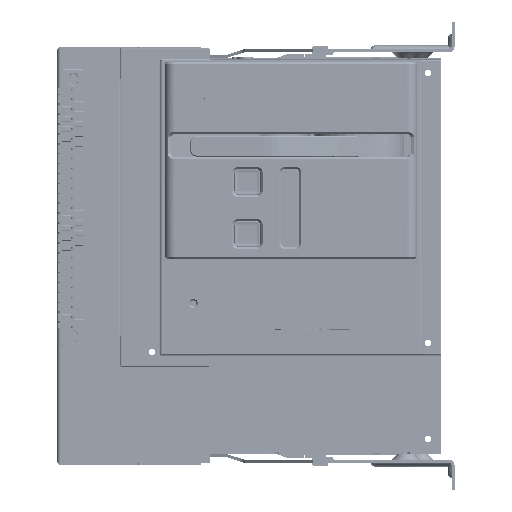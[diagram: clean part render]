
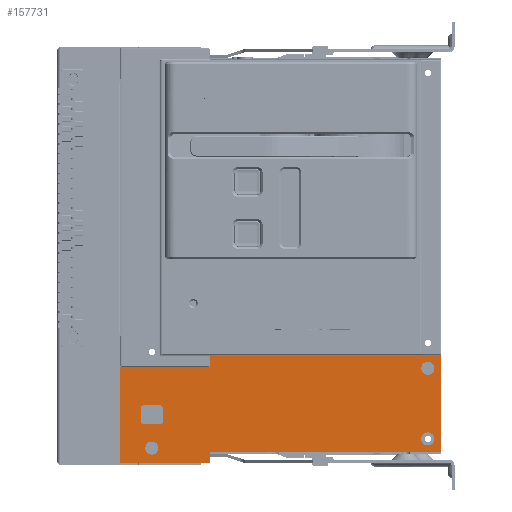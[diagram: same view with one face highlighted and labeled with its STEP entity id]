
A CAD part, left-side view. The second image highlights one B-rep face of the part: STEP entity #157731.
In plain terms, the highlighted planar face has unit normal (-1, 0, 0).
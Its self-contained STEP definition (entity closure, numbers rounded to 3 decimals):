
#19630=DIRECTION('',(0.,-1.,0.));
#19631=VECTOR('',#19630,88.5);
#19632=CARTESIAN_POINT('',(-67.,318.,-204.5));
#19633=LINE('',#19632,#19631);
#19634=DIRECTION('',(0.,0.,-1.));
#19635=VECTOR('',#19634,95.);
#19636=CARTESIAN_POINT('',(-67.,318.,-109.5));
#19637=LINE('',#19636,#19635);
#19642=DIRECTION('',(0.,1.,0.));
#19643=VECTOR('',#19642,89.);
#19644=CARTESIAN_POINT('',(-67.,229.,-109.5));
#19645=LINE('',#19644,#19643);
#19868=DIRECTION('',(0.,1.,0.));
#19869=VECTOR('',#19868,229.);
#19870=CARTESIAN_POINT('',(-67.,0.,-98.5));
#19871=LINE('',#19870,#19869);
#19930=DIRECTION('',(0.,0.,1.));
#19931=VECTOR('',#19930,95.);
#19932=CARTESIAN_POINT('',(-67.,0.,-193.5));
#19933=LINE('',#19932,#19931);
#26054=DIRECTION('',(0.,-1.,0.));
#26055=VECTOR('',#26054,227.);
#26056=CARTESIAN_POINT('',(-67.,227.,-193.5));
#26057=LINE('',#26056,#26055);
#30007=DIRECTION('',(0.,0.,-1.));
#30008=VECTOR('',#30007,11.);
#30009=CARTESIAN_POINT('',(-67.,229.,-98.5));
#30010=LINE('',#30009,#30008);
#30011=CARTESIAN_POINT('',(-67.,229.5,-204.));
#30012=DIRECTION('',(1.,0.,0.));
#30013=DIRECTION('',(0.,-1.,0.));
#30014=AXIS2_PLACEMENT_3D('',#30011,#30012,#30013);
#30016=CARTESIAN_POINT('',(-67.,227.,-195.5));
#30017=DIRECTION('',(-1.,0.,0.));
#30018=DIRECTION('',(0.,0.,1.));
#30019=AXIS2_PLACEMENT_3D('',#30016,#30017,#30018);
#30021=CARTESIAN_POINT('',(-67.,286.5,-190.));
#30022=DIRECTION('',(-1.,0.,0.));
#30023=DIRECTION('',(0.,-1.,0.));
#30024=AXIS2_PLACEMENT_3D('',#30021,#30022,#30023);
#30026=CARTESIAN_POINT('',(-67.,286.5,-190.));
#30027=DIRECTION('',(-1.,0.,0.));
#30028=DIRECTION('',(0.,1.,0.));
#30029=AXIS2_PLACEMENT_3D('',#30026,#30027,#30028);
#30031=CARTESIAN_POINT('',(-67.,13.5,-181.));
#30032=DIRECTION('',(-1.,0.,0.));
#30033=DIRECTION('',(0.,-1.,0.));
#30034=AXIS2_PLACEMENT_3D('',#30031,#30032,#30033);
#30036=CARTESIAN_POINT('',(-67.,13.5,-181.));
#30037=DIRECTION('',(-1.,0.,0.));
#30038=DIRECTION('',(0.,1.,0.));
#30039=AXIS2_PLACEMENT_3D('',#30036,#30037,#30038);
#30041=CARTESIAN_POINT('',(-67.,13.5,-111.));
#30042=DIRECTION('',(-1.,0.,0.));
#30043=DIRECTION('',(0.,-1.,0.));
#30044=AXIS2_PLACEMENT_3D('',#30041,#30042,#30043);
#30046=CARTESIAN_POINT('',(-67.,13.5,-111.));
#30047=DIRECTION('',(-1.,0.,0.));
#30048=DIRECTION('',(0.,1.,0.));
#30049=AXIS2_PLACEMENT_3D('',#30046,#30047,#30048);
#30051=CARTESIAN_POINT('',(-67.,294.1,-163.1));
#30052=DIRECTION('',(-1.,0.,0.));
#30053=DIRECTION('',(0.,1.,0.));
#30054=AXIS2_PLACEMENT_3D('',#30051,#30052,#30053);
#30056=CARTESIAN_POINT('',(-67.,278.9,-163.1));
#30057=DIRECTION('',(-1.,0.,0.));
#30058=DIRECTION('',(0.,0.,-1.));
#30059=AXIS2_PLACEMENT_3D('',#30056,#30057,#30058);
#30061=CARTESIAN_POINT('',(-67.,278.9,-150.9));
#30062=DIRECTION('',(-1.,0.,0.));
#30063=DIRECTION('',(0.,-1.,0.));
#30064=AXIS2_PLACEMENT_3D('',#30061,#30062,#30063);
#30066=CARTESIAN_POINT('',(-67.,294.1,-150.9));
#30067=DIRECTION('',(-1.,0.,0.));
#30068=DIRECTION('',(0.,0.,1.));
#30069=AXIS2_PLACEMENT_3D('',#30066,#30067,#30068);
#30079=DIRECTION('',(0.,0.,1.));
#30080=VECTOR('',#30079,8.5);
#30081=CARTESIAN_POINT('',(-67.,229.,-204.));
#30082=LINE('',#30081,#30080);
#78731=DIRECTION('',(0.,0.,1.));
#78732=VECTOR('',#78731,12.2);
#78733=CARTESIAN_POINT('',(-67.,297.5,-163.1));
#78734=LINE('',#78733,#78732);
#78743=DIRECTION('',(0.,-1.,0.));
#78744=VECTOR('',#78743,15.2);
#78745=CARTESIAN_POINT('',(-67.,294.1,-147.5));
#78746=LINE('',#78745,#78744);
#78755=DIRECTION('',(0.,0.,-1.));
#78756=VECTOR('',#78755,12.2);
#78757=CARTESIAN_POINT('',(-67.,275.5,-150.9));
#78758=LINE('',#78757,#78756);
#78767=DIRECTION('',(0.,1.,0.));
#78768=VECTOR('',#78767,15.2);
#78769=CARTESIAN_POINT('',(-67.,278.9,-166.5));
#78770=LINE('',#78769,#78768);
#104139=CARTESIAN_POINT('',(-67.,0.,-193.5));
#104140=CARTESIAN_POINT('',(-67.,0.,-98.5));
#104141=VERTEX_POINT('',#104139);
#104142=VERTEX_POINT('',#104140);
#104227=CARTESIAN_POINT('',(-67.,227.,-193.5));
#104229=VERTEX_POINT('',#104227);
#104233=CARTESIAN_POINT('',(-67.,229.,-195.5));
#104234=VERTEX_POINT('',#104233);
#104267=CARTESIAN_POINT('',(-67.,229.5,-204.5));
#104268=VERTEX_POINT('',#104267);
#104269=CARTESIAN_POINT('',(-67.,229.,-204.));
#104270=VERTEX_POINT('',#104269);
#104271=CARTESIAN_POINT('',(-67.,318.,-204.5));
#104272=VERTEX_POINT('',#104271);
#104273=CARTESIAN_POINT('',(-67.,318.,-109.5));
#104274=VERTEX_POINT('',#104273);
#104279=CARTESIAN_POINT('',(-67.,229.,-109.5));
#104280=VERTEX_POINT('',#104279);
#104642=CARTESIAN_POINT('',(-67.,229.,-98.5));
#104643=VERTEX_POINT('',#104642);
#104644=CARTESIAN_POINT('',(-67.,280.,-190.));
#104645=CARTESIAN_POINT('',(-67.,293.,-190.));
#104646=VERTEX_POINT('',#104644);
#104647=VERTEX_POINT('',#104645);
#104648=CARTESIAN_POINT('',(-67.,7.,-181.));
#104649=CARTESIAN_POINT('',(-67.,20.,-181.));
#104650=VERTEX_POINT('',#104648);
#104651=VERTEX_POINT('',#104649);
#104652=CARTESIAN_POINT('',(-67.,7.,-111.));
#104653=CARTESIAN_POINT('',(-67.,20.,-111.));
#104654=VERTEX_POINT('',#104652);
#104655=VERTEX_POINT('',#104653);
#104656=CARTESIAN_POINT('',(-67.,297.5,-163.1));
#104657=CARTESIAN_POINT('',(-67.,294.1,-166.5));
#104658=VERTEX_POINT('',#104656);
#104659=VERTEX_POINT('',#104657);
#104660=CARTESIAN_POINT('',(-67.,278.9,-166.5));
#104661=VERTEX_POINT('',#104660);
#104662=CARTESIAN_POINT('',(-67.,275.5,-163.1));
#104663=VERTEX_POINT('',#104662);
#104664=CARTESIAN_POINT('',(-67.,275.5,-150.9));
#104665=VERTEX_POINT('',#104664);
#104666=CARTESIAN_POINT('',(-67.,278.9,-147.5));
#104667=VERTEX_POINT('',#104666);
#104668=CARTESIAN_POINT('',(-67.,294.1,-147.5));
#104669=VERTEX_POINT('',#104668);
#104670=CARTESIAN_POINT('',(-67.,297.5,-150.9));
#104671=VERTEX_POINT('',#104670);
#157675=CARTESIAN_POINT('',(-67.,208.69,-161.53));
#157676=DIRECTION('',(-1.,0.,0.));
#157677=DIRECTION('',(0.,-1.,0.));
#157678=AXIS2_PLACEMENT_3D('',#157675,#157676,#157677);
#157679=PLANE('',#157678);
#157681=ORIENTED_EDGE('',*,*,#157680,.T.);
#157682=ORIENTED_EDGE('',*,*,#144931,.F.);
#157683=ORIENTED_EDGE('',*,*,#144947,.F.);
#157684=ORIENTED_EDGE('',*,*,#144965,.F.);
#157685=ORIENTED_EDGE('',*,*,#157669,.F.);
#157686=ORIENTED_EDGE('',*,*,#145150,.F.);
#157687=ORIENTED_EDGE('',*,*,#145229,.F.);
#157688=ORIENTED_EDGE('',*,*,#152829,.F.);
#157690=ORIENTED_EDGE('',*,*,#157689,.T.);
#157692=ORIENTED_EDGE('',*,*,#157691,.F.);
#157693=EDGE_LOOP('',(#157681,#157682,#157683,#157684,#157685,#157686,#157687,
#157688,#157690,#157692));
#157694=FACE_OUTER_BOUND('',#157693,.F.);
#157696=ORIENTED_EDGE('',*,*,#157695,.T.);
#157698=ORIENTED_EDGE('',*,*,#157697,.T.);
#157699=EDGE_LOOP('',(#157696,#157698));
#157700=FACE_BOUND('',#157699,.F.);
#157702=ORIENTED_EDGE('',*,*,#157701,.T.);
#157704=ORIENTED_EDGE('',*,*,#157703,.T.);
#157705=EDGE_LOOP('',(#157702,#157704));
#157706=FACE_BOUND('',#157705,.F.);
#157708=ORIENTED_EDGE('',*,*,#157707,.T.);
#157710=ORIENTED_EDGE('',*,*,#157709,.T.);
#157711=EDGE_LOOP('',(#157708,#157710));
#157712=FACE_BOUND('',#157711,.F.);
#157714=ORIENTED_EDGE('',*,*,#157713,.T.);
#157716=ORIENTED_EDGE('',*,*,#157715,.F.);
#157718=ORIENTED_EDGE('',*,*,#157717,.T.);
#157720=ORIENTED_EDGE('',*,*,#157719,.F.);
#157722=ORIENTED_EDGE('',*,*,#157721,.T.);
#157724=ORIENTED_EDGE('',*,*,#157723,.F.);
#157726=ORIENTED_EDGE('',*,*,#157725,.T.);
#157728=ORIENTED_EDGE('',*,*,#157727,.F.);
#157729=EDGE_LOOP('',(#157714,#157716,#157718,#157720,#157722,#157724,#157726,
#157728));
#157730=FACE_BOUND('',#157729,.F.);
#157731=ADVANCED_FACE('',(#157694,#157700,#157706,#157712,#157730),#157679,.T.);
#30015=CIRCLE('',#30014,0.5);
#30020=CIRCLE('',#30019,2.);
#30025=CIRCLE('',#30024,6.5);
#30030=CIRCLE('',#30029,6.5);
#30035=CIRCLE('',#30034,6.5);
#30040=CIRCLE('',#30039,6.5);
#30045=CIRCLE('',#30044,6.5);
#30050=CIRCLE('',#30049,6.5);
#30055=CIRCLE('',#30054,3.4);
#30060=CIRCLE('',#30059,3.4);
#30065=CIRCLE('',#30064,3.4);
#30070=CIRCLE('',#30069,3.4);
#144931=EDGE_CURVE('',#104272,#104268,#19633,.T.);
#144947=EDGE_CURVE('',#104274,#104272,#19637,.T.);
#144965=EDGE_CURVE('',#104280,#104274,#19645,.T.);
#145150=EDGE_CURVE('',#104142,#104643,#19871,.T.);
#145229=EDGE_CURVE('',#104141,#104142,#19933,.T.);
#152829=EDGE_CURVE('',#104229,#104141,#26057,.T.);
#157669=EDGE_CURVE('',#104643,#104280,#30010,.T.);
#157680=EDGE_CURVE('',#104270,#104268,#30015,.T.);
#157689=EDGE_CURVE('',#104229,#104234,#30020,.T.);
#157691=EDGE_CURVE('',#104270,#104234,#30082,.T.);
#157695=EDGE_CURVE('',#104646,#104647,#30025,.T.);
#157697=EDGE_CURVE('',#104647,#104646,#30030,.T.);
#157701=EDGE_CURVE('',#104650,#104651,#30035,.T.);
#157703=EDGE_CURVE('',#104651,#104650,#30040,.T.);
#157707=EDGE_CURVE('',#104654,#104655,#30045,.T.);
#157709=EDGE_CURVE('',#104655,#104654,#30050,.T.);
#157713=EDGE_CURVE('',#104658,#104659,#30055,.T.);
#157715=EDGE_CURVE('',#104661,#104659,#78770,.T.);
#157717=EDGE_CURVE('',#104661,#104663,#30060,.T.);
#157719=EDGE_CURVE('',#104665,#104663,#78758,.T.);
#157721=EDGE_CURVE('',#104665,#104667,#30065,.T.);
#157723=EDGE_CURVE('',#104669,#104667,#78746,.T.);
#157725=EDGE_CURVE('',#104669,#104671,#30070,.T.);
#157727=EDGE_CURVE('',#104658,#104671,#78734,.T.);
